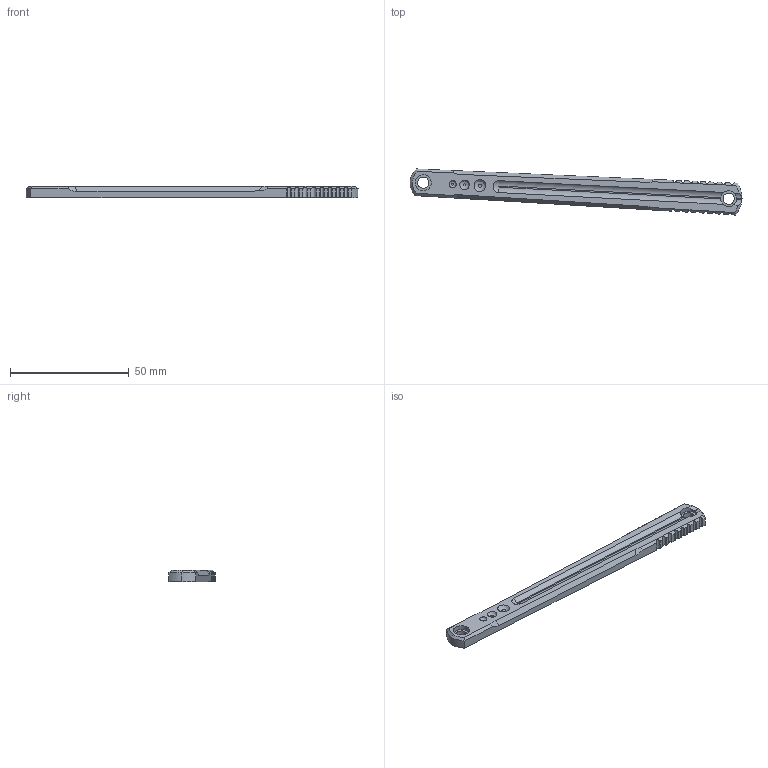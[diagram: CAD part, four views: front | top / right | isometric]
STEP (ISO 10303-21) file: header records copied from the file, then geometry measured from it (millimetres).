
FILE_DESCRIPTION(/* description */ (''),/* implementation_level */ '2;1');
FILE_NAME(/* name */ 'slab alu usinage.step',/* time_stamp */ '2023-06-14T21:02:53+02:00',/* author */ (''),/* organization */ (''),/* preprocessor_version */ 'ST-DEVELOPER v19.2',/* originating_system */ 'Autodesk Translation Framework v12.6.0.85',/* authorisation */ '');
FILE_SCHEMA (('AUTOMOTIVE_DESIGN { 1 0 10303 214 3 1 1 }'));
Length unit declared in the file: millimetre
Products named in the file (1): FusionComponent
Bounding box: 139.82 x 19.42 x 4.7 mm (x, y, z)
Volume: 7058.5 mm3; surface area: 4756.9 mm2
Topology: 1 solids, 1 shells, 104 faces, 290 edges, 192 vertices
Faces by surface type: cylinder 55, plane 33, bspline 16
Full cylindrical faces by diameter (mm): 4.76 x2, 6.73 x2
Entity records: 3872 total; most frequent: CARTESIAN_POINT 1177, ORIENTED_EDGE 580, DIRECTION 548, EDGE_CURVE 290, AXIS2_PLACEMENT_3D 208, VERTEX_POINT 192, LINE 132, VECTOR 132
